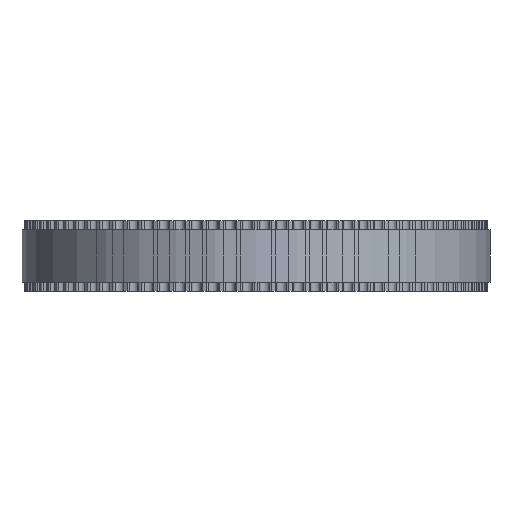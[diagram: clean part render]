
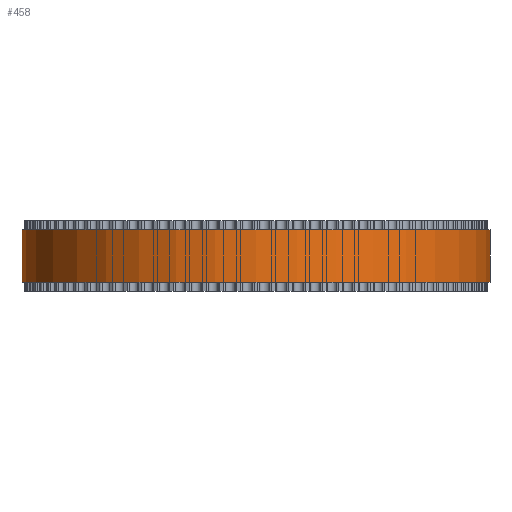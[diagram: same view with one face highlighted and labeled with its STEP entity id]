
A CAD part, front view. The second image highlights one B-rep face of the part: STEP entity #458.
In plain terms, the highlighted cylindrical face has radius 26.738 mm (diameter 53.476 mm), a full revolution.
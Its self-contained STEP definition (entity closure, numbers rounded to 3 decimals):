
#97=FACE_BOUND('',#1472,.T.);
#98=FACE_BOUND('',#1473,.T.);
#458=ADVANCED_FACE('',(#97,#98),#795,.T.);
#795=CYLINDRICAL_SURFACE('',#7535,26.738);
#1472=EDGE_LOOP('',(#4162));
#1473=EDGE_LOOP('',(#4163));
#4162=ORIENTED_EDGE('',*,*,#5846,.T.);
#4163=ORIENTED_EDGE('',*,*,#5847,.T.);
#4836=VERTEX_POINT('',#11920);
#4837=VERTEX_POINT('',#11922);
#5846=EDGE_CURVE('',#4836,#4836,#6520,.T.);
#5847=EDGE_CURVE('',#4837,#4837,#6521,.T.);
#6520=CIRCLE('',#7533,26.738);
#6521=CIRCLE('',#7534,26.738);
#7533=AXIS2_PLACEMENT_3D('',#11919,#9894,#9895);
#7534=AXIS2_PLACEMENT_3D('',#11921,#9896,#9897);
#7535=AXIS2_PLACEMENT_3D('',#11923,#9898,#9899);
#9894=DIRECTION('',(0.,0.,1.));
#9895=DIRECTION('',(1.,0.,0.));
#9896=DIRECTION('',(0.,0.,-1.));
#9897=DIRECTION('',(1.,0.,0.));
#9898=DIRECTION('',(0.,0.,1.));
#9899=DIRECTION('',(1.,0.,0.));
#11919=CARTESIAN_POINT('',(0.,0.,1.));
#11920=CARTESIAN_POINT('',(26.738,0.,1.));
#11921=CARTESIAN_POINT('',(0.,0.,7.));
#11922=CARTESIAN_POINT('',(26.738,0.,7.));
#11923=CARTESIAN_POINT('',(0.,0.,1.));
